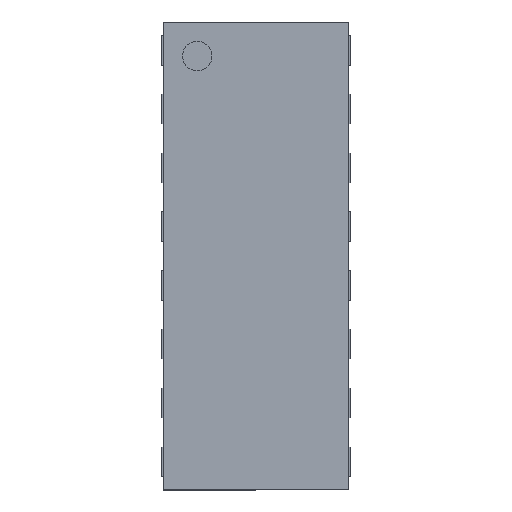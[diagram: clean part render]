
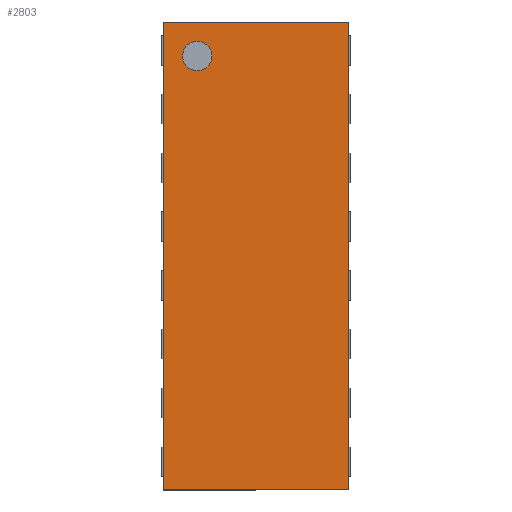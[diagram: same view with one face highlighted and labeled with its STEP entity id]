
A CAD part, top view. The second image highlights one B-rep face of the part: STEP entity #2803.
In plain terms, the highlighted planar face has unit normal (0, 0, 1).
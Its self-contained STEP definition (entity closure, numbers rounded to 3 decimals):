
#777 = VERTEX_POINT('',#778);
#778 = CARTESIAN_POINT('',(-1.99,0.79,0.6));
#784 = EDGE_CURVE('',#777,#785,#787,.T.);
#785 = VERTEX_POINT('',#786);
#786 = CARTESIAN_POINT('',(1.99,0.79,0.6));
#787 = LINE('',#788,#789);
#788 = CARTESIAN_POINT('',(-1.99,0.79,0.6));
#789 = VECTOR('',#790,1.);
#790 = DIRECTION('',(1.,0.,0.));
#991 = VERTEX_POINT('',#992);
#992 = CARTESIAN_POINT('',(-1.99,-0.79,0.6));
#1000 = EDGE_CURVE('',#991,#777,#1001,.T.);
#1001 = LINE('',#1002,#1003);
#1002 = CARTESIAN_POINT('',(-1.99,-0.79,0.6));
#1003 = VECTOR('',#1004,1.);
#1004 = DIRECTION('',(0.,1.,0.));
#1056 = EDGE_CURVE('',#991,#1057,#1059,.T.);
#1057 = VERTEX_POINT('',#1058);
#1058 = CARTESIAN_POINT('',(1.99,-0.79,0.6));
#1059 = LINE('',#1060,#1061);
#1060 = CARTESIAN_POINT('',(-1.99,-0.79,0.6));
#1061 = VECTOR('',#1062,1.);
#1062 = DIRECTION('',(1.,0.,0.));
#2793 = EDGE_CURVE('',#1057,#785,#2794,.T.);
#2794 = LINE('',#2795,#2796);
#2795 = CARTESIAN_POINT('',(1.99,-0.79,0.6));
#2796 = VECTOR('',#2797,1.);
#2797 = DIRECTION('',(0.,1.,0.));
#2803 = ADVANCED_FACE('',(#2804,#2810),#2821,.T.);
#2804 = FACE_BOUND('',#2805,.T.);
#2805 = EDGE_LOOP('',(#2806,#2807,#2808,#2809));
#2806 = ORIENTED_EDGE('',*,*,#1000,.F.);
#2807 = ORIENTED_EDGE('',*,*,#1056,.T.);
#2808 = ORIENTED_EDGE('',*,*,#2793,.T.);
#2809 = ORIENTED_EDGE('',*,*,#784,.F.);
#2810 = FACE_BOUND('',#2811,.T.);
#2811 = EDGE_LOOP('',(#2812));
#2812 = ORIENTED_EDGE('',*,*,#2813,.T.);
#2813 = EDGE_CURVE('',#2814,#2814,#2816,.T.);
#2814 = VERTEX_POINT('',#2815);
#2815 = CARTESIAN_POINT('',(-1.575,-0.5,0.6));
#2816 = CIRCLE('',#2817,0.125);
#2817 = AXIS2_PLACEMENT_3D('',#2818,#2819,#2820);
#2818 = CARTESIAN_POINT('',(-1.7,-0.5,0.6));
#2819 = DIRECTION('',(0.,0.,-1.));
#2820 = DIRECTION('',(1.,0.,0.));
#2821 = PLANE('',#2822);
#2822 = AXIS2_PLACEMENT_3D('',#2823,#2824,#2825);
#2823 = CARTESIAN_POINT('',(-1.99,-0.79,0.6));
#2824 = DIRECTION('',(0.,0.,1.));
#2825 = DIRECTION('',(1.,0.,0.));
